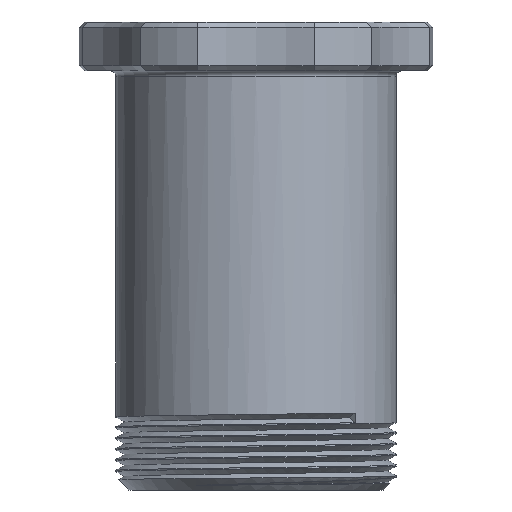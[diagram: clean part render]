
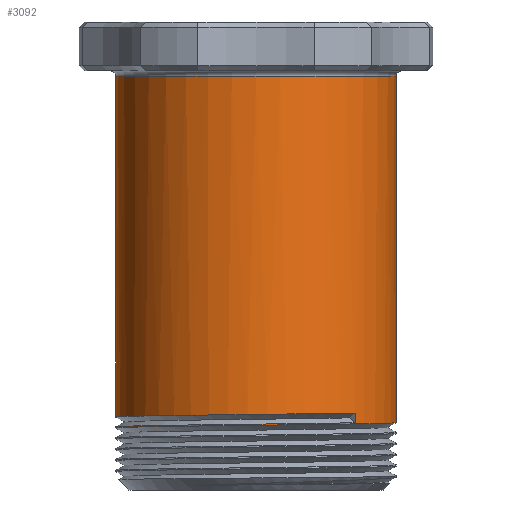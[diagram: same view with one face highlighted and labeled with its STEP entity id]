
A CAD part, front view. The second image highlights one B-rep face of the part: STEP entity #3092.
In plain terms, the highlighted cylindrical face has radius 25.75 mm (diameter 51.5 mm), a partial arc.
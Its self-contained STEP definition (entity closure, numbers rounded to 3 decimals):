
#1 = VERTEX_POINT ( 'NONE', #1904 ) ;
#26 = CARTESIAN_POINT ( 'NONE',  ( -25.75, 0., 76. ) ) ;
#48 =( BOUNDED_CURVE ( )  B_SPLINE_CURVE ( 2, ( #325, #235, #339, #355, #360, #365, #366, #373, #378 ),
 .UNSPECIFIED., .F., .F. ) 
 B_SPLINE_CURVE_WITH_KNOTS ( ( 3, 2, 2, 2, 3 ),
 ( 0.891, 0.9, 0.913, 0.925, 0.938 ),
 .UNSPECIFIED. ) 
 CURVE ( )  GEOMETRIC_REPRESENTATION_ITEM ( )  RATIONAL_B_SPLINE_CURVE ( ( 0.982, 0.963, 1., 0.951, 1., 0.951, 1., 0.951, 1. ) ) 
 REPRESENTATION_ITEM ( '' )  );
#53 = EDGE_CURVE ( 'NONE', #993, #1828, #1088, .T. ) ;
#119 = VECTOR ( 'NONE', #1342, 1000. ) ;
#130 = LINE ( 'NONE', #1341, #119 ) ;
#163 = CARTESIAN_POINT ( 'NONE',  ( 25.75, 0., 12.394 ) ) ;
#166 = CARTESIAN_POINT ( 'NONE',  ( 25.75, -2.027, 12.369 ) ) ;
#192 = AXIS2_PLACEMENT_3D ( 'NONE', #1273, #1259, #1272 ) ;
#193 = CARTESIAN_POINT ( 'NONE',  ( -25.75, 0., 77. ) ) ;
#235 = CARTESIAN_POINT ( 'NONE',  ( -25.75, -6.182, 11.681 ) ) ;
#247 = CARTESIAN_POINT ( 'NONE',  ( 25.433, -4.028, 12.345 ) ) ;
#248 = CARTESIAN_POINT ( 'NONE',  ( 24.124, -12.292, 12.245 ) ) ;
#256 = CARTESIAN_POINT ( 'NONE',  ( 18.208, -18.208, 12.145 ) ) ;
#257 = CARTESIAN_POINT ( 'NONE',  ( 12.292, -24.124, 12.045 ) ) ;
#263 = CARTESIAN_POINT ( 'NONE',  ( -4.236, -26.742, 11.845 ) ) ;
#267 = EDGE_LOOP ( 'NONE', ( #2440, #2035, #2983, #1786, #1115, #3070, #2819, #2398 ) ) ;
#268 = CARTESIAN_POINT ( 'NONE',  ( -11.69, -22.943, 11.745 ) ) ;
#273 = CARTESIAN_POINT ( 'NONE',  ( -19.145, -19.145, 11.645 ) ) ;
#280 = CARTESIAN_POINT ( 'NONE',  ( -22.943, -11.69, 11.545 ) ) ;
#283 = CARTESIAN_POINT ( 'NONE',  ( -25.75, -6.182, 11.471 ) ) ;
#288 = CARTESIAN_POINT ( 'NONE',  ( -25.75, 0., 11.394 ) ) ;
#306 = FACE_OUTER_BOUND ( 'NONE', #267, .T. ) ;
#309 = CARTESIAN_POINT ( 'NONE',  ( 18.208, -18.208, 12.355 ) ) ;
#325 = CARTESIAN_POINT ( 'NONE',  ( -25.75, 0., 11.604 ) ) ;
#339 = CARTESIAN_POINT ( 'NONE',  ( -22.943, -11.69, 11.755 ) ) ;
#350 = VERTEX_POINT ( 'NONE', #1416 ) ;
#354 = CARTESIAN_POINT ( 'NONE',  ( 4.028, -25.433, 11.945 ) ) ;
#355 = CARTESIAN_POINT ( 'NONE',  ( -19.145, -19.145, 11.855 ) ) ;
#360 = CARTESIAN_POINT ( 'NONE',  ( -11.69, -22.943, 11.955 ) ) ;
#365 = CARTESIAN_POINT ( 'NONE',  ( -4.236, -26.742, 12.055 ) ) ;
#366 = CARTESIAN_POINT ( 'NONE',  ( 4.028, -25.433, 12.155 ) ) ;
#373 = CARTESIAN_POINT ( 'NONE',  ( 12.292, -24.124, 12.255 ) ) ;
#378 = CARTESIAN_POINT ( 'NONE',  ( 18.208, -18.208, 12.355 ) ) ;
#434 = CYLINDRICAL_SURFACE ( 'NONE', #192, 25.75 ) ;
#906 = CARTESIAN_POINT ( 'NONE',  ( 25.75, 0., 12.394 ) ) ;
#993 = VERTEX_POINT ( 'NONE', #2964 ) ;
#1088 = LINE ( 'NONE', #1741, #2946 ) ;
#1115 = ORIENTED_EDGE ( 'NONE', *, *, #53, .T. ) ;
#1259 = DIRECTION ( 'NONE',  ( 0., 0., -1. ) ) ;
#1272 = DIRECTION ( 'NONE',  ( -1., 0., 0. ) ) ;
#1273 = CARTESIAN_POINT ( 'NONE',  ( 0., 0., 77. ) ) ;
#1301 = VECTOR ( 'NONE', #1547, 1000. ) ;
#1307 = LINE ( 'NONE', #1838, #1301 ) ;
#1312 = VECTOR ( 'NONE', #2552, 1000. ) ;
#1336 = AXIS2_PLACEMENT_3D ( 'NONE', #2056, #2030, #2020 ) ;
#1338 = LINE ( 'NONE', #193, #1312 ) ;
#1341 = CARTESIAN_POINT ( 'NONE',  ( 25.75, 0., 77. ) ) ;
#1342 = DIRECTION ( 'NONE',  ( 0., 0., -1. ) ) ;
#1349 = CARTESIAN_POINT ( 'NONE',  ( -25.75, 0., 11.604 ) ) ;
#1416 = CARTESIAN_POINT ( 'NONE',  ( 25.75, 0., 76. ) ) ;
#1503 = CIRCLE ( 'NONE', #1336, 25.75 ) ;
#1547 = DIRECTION ( 'NONE',  ( 0., 0., -1. ) ) ;
#1572 = EDGE_CURVE ( 'NONE', #993, #2655, #1700, .T. ) ;
#1600 = EDGE_CURVE ( 'NONE', #350, #2497, #1503, .T. ) ;
#1621 = CARTESIAN_POINT ( 'NONE',  ( -25.75, 0., 13.394 ) ) ;
#1700 =( BOUNDED_CURVE ( )  B_SPLINE_CURVE ( 2, ( #2689, #2557, #2285, #2270, #2243, #2234, #2217, #2209, #2191 ),
 .UNSPECIFIED., .F., .T. ) 
 B_SPLINE_CURVE_WITH_KNOTS ( ( 3, 2, 2, 2, 3 ),
 ( 0.063, 0.075, 0.088, 0.1, 0.109 ),
 .UNSPECIFIED. ) 
 CURVE ( )  GEOMETRIC_REPRESENTATION_ITEM ( )  RATIONAL_B_SPLINE_CURVE ( ( 1., 0.951, 1., 0.951, 1., 0.951, 1., 0.963, 0.982 ) ) 
 REPRESENTATION_ITEM ( '' )  );
#1741 = CARTESIAN_POINT ( 'NONE',  ( 18.208, -18.208, 77. ) ) ;
#1745 = VERTEX_POINT ( 'NONE', #906 ) ;
#1786 = ORIENTED_EDGE ( 'NONE', *, *, #1572, .F. ) ;
#1828 = VERTEX_POINT ( 'NONE', #309 ) ;
#1834 = EDGE_CURVE ( 'NONE', #2497, #2655, #1338, .T. ) ;
#1838 = CARTESIAN_POINT ( 'NONE',  ( -25.75, 0., 77. ) ) ;
#1866 = EDGE_CURVE ( 'NONE', #3163, #1, #1307, .T. ) ;
#1904 = CARTESIAN_POINT ( 'NONE',  ( -25.75, 0., 11.394 ) ) ;
#1953 =( BOUNDED_CURVE ( )  B_SPLINE_CURVE ( 2, ( #163, #166, #247, #248, #256, #257, #354, #263, #268, #273, #280, #283, #288 ),
 .UNSPECIFIED., .F., .T. ) 
 B_SPLINE_CURVE_WITH_KNOTS ( ( 3, 2, 2, 2, 2, 2, 3 ),
 ( 0.172, 0.175, 0.188, 0.2, 0.213, 0.225, 0.234 ),
 .UNSPECIFIED. ) 
 CURVE ( )  GEOMETRIC_REPRESENTATION_ITEM ( )  RATIONAL_B_SPLINE_CURVE ( ( 0.982, 0.988, 1., 0.951, 1., 0.951, 1., 0.951, 1., 0.951, 1., 0.963, 0.982 ) ) 
 REPRESENTATION_ITEM ( '' )  );
#2020 = DIRECTION ( 'NONE',  ( 1., 0., 0. ) ) ;
#2030 = DIRECTION ( 'NONE',  ( 0., 0., -1. ) ) ;
#2035 = ORIENTED_EDGE ( 'NONE', *, *, #1600, .T. ) ;
#2056 = CARTESIAN_POINT ( 'NONE',  ( 0., 0., 76. ) ) ;
#2165 = EDGE_CURVE ( 'NONE', #1745, #1, #1953, .T. ) ;
#2187 = EDGE_CURVE ( 'NONE', #3163, #1828, #48, .T. ) ;
#2191 = CARTESIAN_POINT ( 'NONE',  ( -25.75, 0., 13.394 ) ) ;
#2209 = CARTESIAN_POINT ( 'NONE',  ( -25.75, -6.182, 13.471 ) ) ;
#2217 = CARTESIAN_POINT ( 'NONE',  ( -22.943, -11.69, 13.545 ) ) ;
#2234 = CARTESIAN_POINT ( 'NONE',  ( -19.145, -19.145, 13.645 ) ) ;
#2243 = CARTESIAN_POINT ( 'NONE',  ( -11.69, -22.943, 13.745 ) ) ;
#2270 = CARTESIAN_POINT ( 'NONE',  ( -4.236, -26.742, 13.845 ) ) ;
#2285 = CARTESIAN_POINT ( 'NONE',  ( 4.028, -25.433, 13.945 ) ) ;
#2398 = ORIENTED_EDGE ( 'NONE', *, *, #2165, .F. ) ;
#2440 = ORIENTED_EDGE ( 'NONE', *, *, #3173, .F. ) ;
#2497 = VERTEX_POINT ( 'NONE', #26 ) ;
#2552 = DIRECTION ( 'NONE',  ( 0., 0., -1. ) ) ;
#2557 = CARTESIAN_POINT ( 'NONE',  ( 12.292, -24.124, 14.045 ) ) ;
#2655 = VERTEX_POINT ( 'NONE', #1621 ) ;
#2689 = CARTESIAN_POINT ( 'NONE',  ( 18.208, -18.208, 14.145 ) ) ;
#2769 = DIRECTION ( 'NONE',  ( 0., 0., -1. ) ) ;
#2819 = ORIENTED_EDGE ( 'NONE', *, *, #1866, .T. ) ;
#2946 = VECTOR ( 'NONE', #2769, 1000. ) ;
#2964 = CARTESIAN_POINT ( 'NONE',  ( 18.208, -18.208, 14.145 ) ) ;
#2983 = ORIENTED_EDGE ( 'NONE', *, *, #1834, .T. ) ;
#3070 = ORIENTED_EDGE ( 'NONE', *, *, #2187, .F. ) ;
#3092 = ADVANCED_FACE ( 'NONE', ( #306 ), #434, .T. ) ;
#3163 = VERTEX_POINT ( 'NONE', #1349 ) ;
#3173 = EDGE_CURVE ( 'NONE', #350, #1745, #130, .T. ) ;
